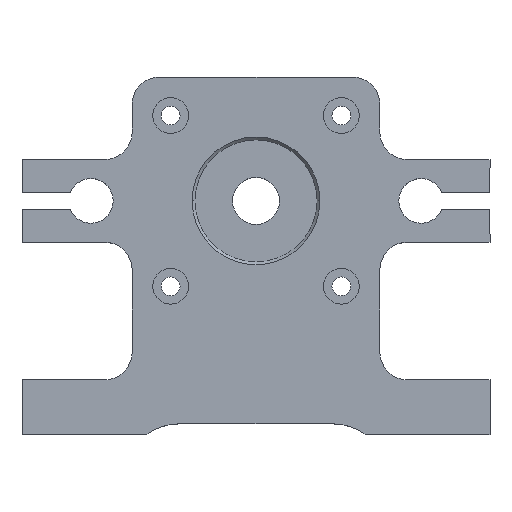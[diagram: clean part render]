
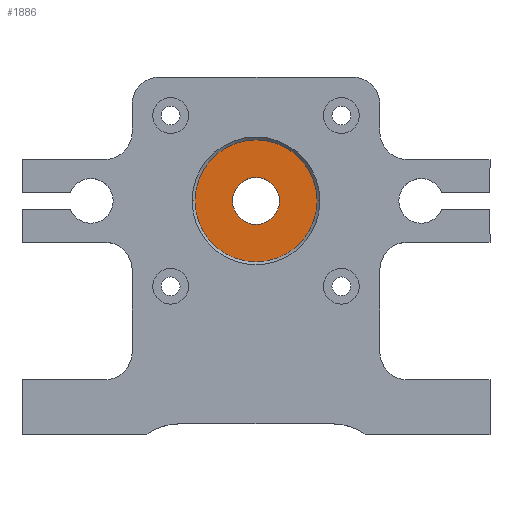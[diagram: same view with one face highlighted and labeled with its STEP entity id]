
A CAD part, top view. The second image highlights one B-rep face of the part: STEP entity #1886.
In plain terms, the highlighted planar face has unit normal (0, 0, 1).
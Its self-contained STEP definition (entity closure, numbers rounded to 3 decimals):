
#34 = AXIS2_PLACEMENT_3D ( 'NONE', #2712, #3761, #3419 ) ;
#135 = PLANE ( 'NONE',  #1661 ) ;
#198 = CARTESIAN_POINT ( 'NONE',  ( 11.1, 0., 3. ) ) ;
#319 = FACE_BOUND ( 'NONE', #4278, .T. ) ;
#329 = CARTESIAN_POINT ( 'NONE',  ( 0., 0., 3. ) ) ;
#383 = EDGE_CURVE ( 'NONE', #709, #4440, #4295, .T. ) ;
#415 = DIRECTION ( 'NONE',  ( 1., 0., 0. ) ) ;
#529 = CARTESIAN_POINT ( 'NONE',  ( -4.25, 0., 3. ) ) ;
#666 = DIRECTION ( 'NONE',  ( 1., 0., 0. ) ) ;
#709 = VERTEX_POINT ( 'NONE', #529 ) ;
#762 = VERTEX_POINT ( 'NONE', #198 ) ;
#929 = ORIENTED_EDGE ( 'NONE', *, *, #2109, .T. ) ;
#1018 = CARTESIAN_POINT ( 'NONE',  ( 4.25, 0., 3. ) ) ;
#1123 = FACE_OUTER_BOUND ( 'NONE', #4215, .T. ) ;
#1428 = VERTEX_POINT ( 'NONE', #2800 ) ;
#1441 = DIRECTION ( 'NONE',  ( 0., 0., 1. ) ) ;
#1448 = DIRECTION ( 'NONE',  ( 0., 0., -1. ) ) ;
#1577 = CARTESIAN_POINT ( 'NONE',  ( 0., 0., 3. ) ) ;
#1661 = AXIS2_PLACEMENT_3D ( 'NONE', #3557, #1441, #415 ) ;
#1700 = CIRCLE ( 'NONE', #3491, 4.25 ) ;
#1704 = EDGE_CURVE ( 'NONE', #1428, #762, #4368, .T. ) ;
#1797 = ORIENTED_EDGE ( 'NONE', *, *, #2753, .T. ) ;
#1886 = ADVANCED_FACE ( 'NONE', ( #1123, #319 ), #135, .T. ) ;
#1933 = CIRCLE ( 'NONE', #34, 11.1 ) ;
#2109 = EDGE_CURVE ( 'NONE', #762, #1428, #1933, .T. ) ;
#2525 = AXIS2_PLACEMENT_3D ( 'NONE', #329, #2740, #666 ) ;
#2712 = CARTESIAN_POINT ( 'NONE',  ( 0., 0., 3. ) ) ;
#2740 = DIRECTION ( 'NONE',  ( 0., 0., -1. ) ) ;
#2753 = EDGE_CURVE ( 'NONE', #4440, #709, #1700, .T. ) ;
#2800 = CARTESIAN_POINT ( 'NONE',  ( -11.1, 0., 3. ) ) ;
#3067 = ORIENTED_EDGE ( 'NONE', *, *, #1704, .T. ) ;
#3127 = CARTESIAN_POINT ( 'NONE',  ( 0., 0., 3. ) ) ;
#3319 = DIRECTION ( 'NONE',  ( 1., 0., 0. ) ) ;
#3419 = DIRECTION ( 'NONE',  ( 1., 0., 0. ) ) ;
#3491 = AXIS2_PLACEMENT_3D ( 'NONE', #3127, #1448, #3883 ) ;
#3557 = CARTESIAN_POINT ( 'NONE',  ( 0., 0., 3. ) ) ;
#3761 = DIRECTION ( 'NONE',  ( 0., 0., 1. ) ) ;
#3883 = DIRECTION ( 'NONE',  ( 1., 0., 0. ) ) ;
#4000 = DIRECTION ( 'NONE',  ( 0., 0., 1. ) ) ;
#4068 = AXIS2_PLACEMENT_3D ( 'NONE', #1577, #4000, #3319 ) ;
#4215 = EDGE_LOOP ( 'NONE', ( #929, #3067 ) ) ;
#4278 = EDGE_LOOP ( 'NONE', ( #1797, #4292 ) ) ;
#4292 = ORIENTED_EDGE ( 'NONE', *, *, #383, .T. ) ;
#4295 = CIRCLE ( 'NONE', #2525, 4.25 ) ;
#4368 = CIRCLE ( 'NONE', #4068, 11.1 ) ;
#4440 = VERTEX_POINT ( 'NONE', #1018 ) ;
